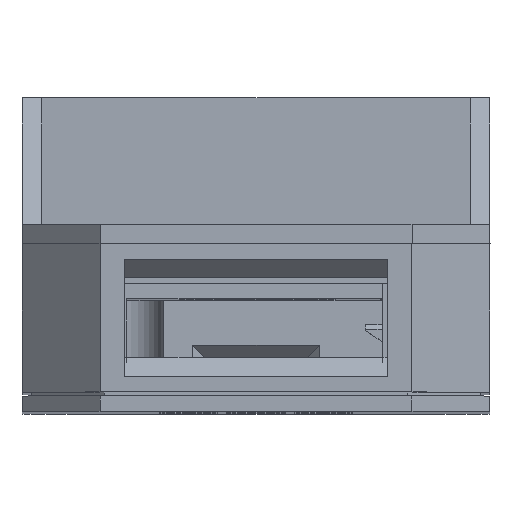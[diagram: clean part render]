
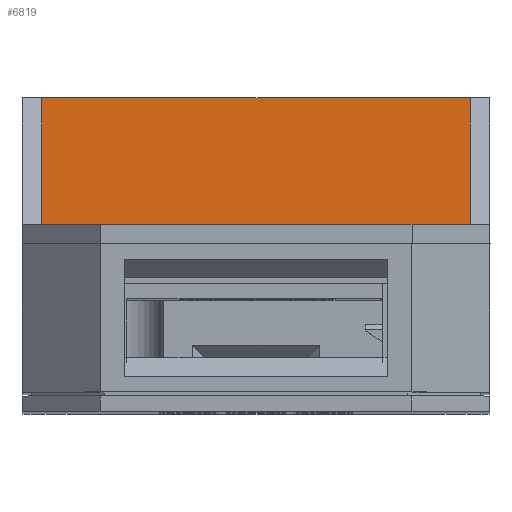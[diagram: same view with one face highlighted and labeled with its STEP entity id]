
A CAD part, top view. The second image highlights one B-rep face of the part: STEP entity #6819.
In plain terms, the highlighted planar face has unit normal (0, 0, 1).
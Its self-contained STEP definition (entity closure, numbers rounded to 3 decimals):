
#370=PLANE('',#7323);
#649=FACE_OUTER_BOUND('',#1061,.T.);
#1061=EDGE_LOOP('',(#5986,#5987,#5988,#5989));
#1765=LINE('',#10876,#2463);
#1768=LINE('',#10883,#2466);
#1773=LINE('',#10892,#2471);
#1816=LINE('',#10982,#2514);
#2463=VECTOR('',#8849,10.);
#2466=VECTOR('',#8854,10.);
#2471=VECTOR('',#8861,10.);
#2514=VECTOR('',#8962,10.);
#3384=VERTEX_POINT('',#10874);
#3385=VERTEX_POINT('',#10875);
#3387=VERTEX_POINT('',#10881);
#3388=VERTEX_POINT('',#10882);
#4248=EDGE_CURVE('',#3384,#3385,#1765,.T.);
#4251=EDGE_CURVE('',#3387,#3388,#1768,.T.);
#4256=EDGE_CURVE('',#3384,#3388,#1773,.T.);
#4305=EDGE_CURVE('',#3385,#3387,#1816,.T.);
#5986=ORIENTED_EDGE('',*,*,#4251,.T.);
#5987=ORIENTED_EDGE('',*,*,#4256,.F.);
#5988=ORIENTED_EDGE('',*,*,#4248,.T.);
#5989=ORIENTED_EDGE('',*,*,#4305,.T.);
#6819=ADVANCED_FACE('',(#649),#370,.T.);
#7323=AXIS2_PLACEMENT_3D('',#10981,#8960,#8961);
#8849=DIRECTION('',(0.,1.,0.));
#8854=DIRECTION('',(0.,-1.,0.));
#8861=DIRECTION('',(-1.,0.,0.));
#8960=DIRECTION('center_axis',(0.,0.,
1.));
#8961=DIRECTION('ref_axis',(0.,1.,0.));
#8962=DIRECTION('',(-1.,0.,0.));
#10874=CARTESIAN_POINT('',(12.75,2.75,23.076));
#10875=CARTESIAN_POINT('',(12.75,9.25,23.076));
#10876=CARTESIAN_POINT('',(12.75,4.375,23.076));
#10881=CARTESIAN_POINT('',(-9.25,9.25,23.076));
#10882=CARTESIAN_POINT('',(-9.25,2.75,23.076));
#10883=CARTESIAN_POINT('',(-9.25,4.375,23.076));
#10892=CARTESIAN_POINT('',(13.75,2.75,23.076));
#10981=CARTESIAN_POINT('Origin',(13.75,2.75,23.076));
#10982=CARTESIAN_POINT('',(13.75,9.25,23.076));
